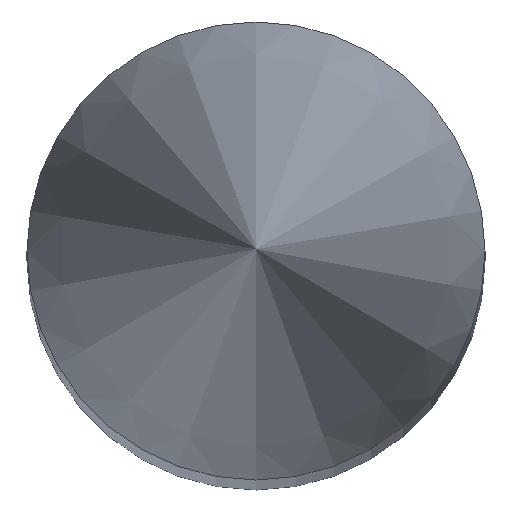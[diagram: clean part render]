
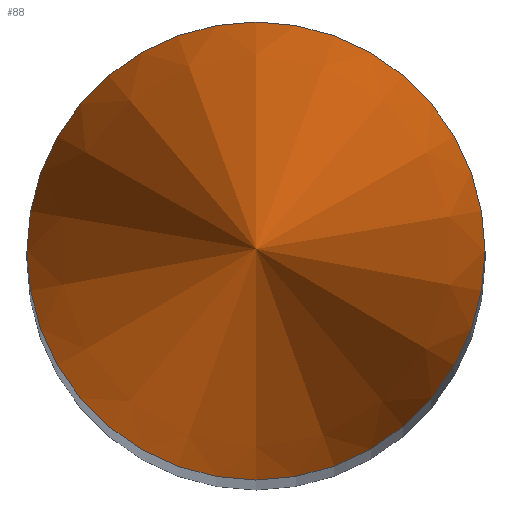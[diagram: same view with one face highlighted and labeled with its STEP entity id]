
A CAD part, top view. The second image highlights one B-rep face of the part: STEP entity #88.
In plain terms, the highlighted conical face has half-angle 11.31 degrees and reference radius 2 mm.
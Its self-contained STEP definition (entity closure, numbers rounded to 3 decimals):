
#13=CONICAL_SURFACE('',#115,2.,0.197);
#28=FACE_OUTER_BOUND('',#34,.T.);
#34=EDGE_LOOP('',(#77,#78,#79,#80));
#37=LINE('',#172,#39);
#39=VECTOR('',#146,2.);
#45=CIRCLE('',#116,4.);
#46=CIRCLE('',#117,4.);
#53=VERTEX_POINT('',#167);
#54=VERTEX_POINT('',#168);
#55=VERTEX_POINT('',#171);
#62=EDGE_CURVE('',#53,#54,#45,.T.);
#63=EDGE_CURVE('',#54,#53,#46,.T.);
#64=EDGE_CURVE('',#54,#55,#37,.T.);
#77=ORIENTED_EDGE('',*,*,#62,.F.);
#78=ORIENTED_EDGE('',*,*,#63,.F.);
#79=ORIENTED_EDGE('',*,*,#64,.T.);
#80=ORIENTED_EDGE('',*,*,#64,.F.);
#88=ADVANCED_FACE('',(#28),#13,.T.);
#115=AXIS2_PLACEMENT_3D('',#166,#140,#141);
#116=AXIS2_PLACEMENT_3D('',#169,#142,#143);
#117=AXIS2_PLACEMENT_3D('',#170,#144,#145);
#140=DIRECTION('center_axis',(0.,0.,-1.));
#141=DIRECTION('ref_axis',(0.,1.,0.));
#142=DIRECTION('center_axis',(0.,0.,-1.));
#143=DIRECTION('ref_axis',(1.,0.,0.));
#144=DIRECTION('center_axis',(0.,0.,-1.));
#145=DIRECTION('ref_axis',(1.,0.,0.));
#146=DIRECTION('',(0.,0.196,0.981));
#166=CARTESIAN_POINT('Origin',(0.,-4.,35.));
#167=CARTESIAN_POINT('',(0.,0.,25.));
#168=CARTESIAN_POINT('',(0.,-8.,25.));
#169=CARTESIAN_POINT('Origin',(0.,-4.,25.));
#170=CARTESIAN_POINT('Origin',(0.,-4.,25.));
#171=CARTESIAN_POINT('',(0.,-4.,45.));
#172=CARTESIAN_POINT('',(0.,-6.,35.));
